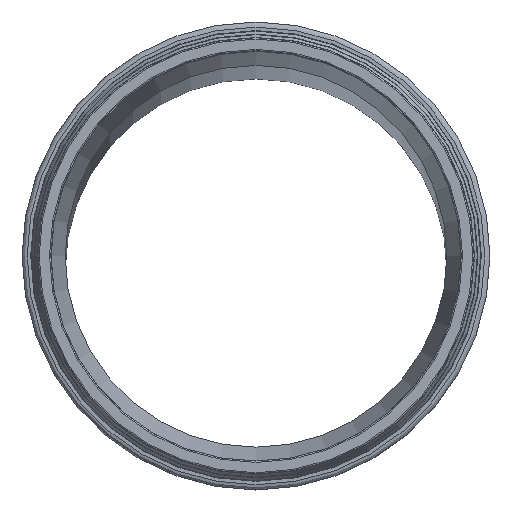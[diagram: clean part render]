
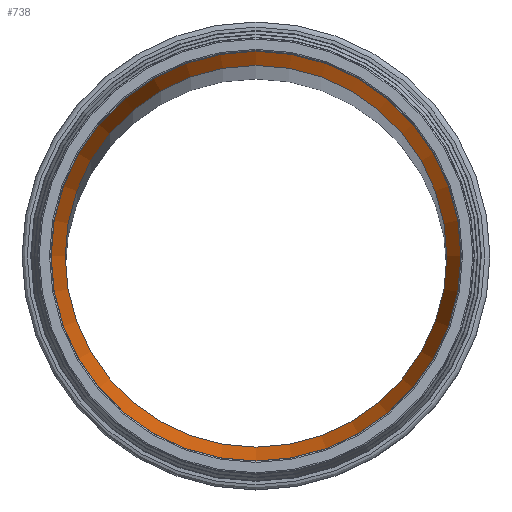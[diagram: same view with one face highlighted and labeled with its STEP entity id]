
A CAD part, top view. The second image highlights one B-rep face of the part: STEP entity #738.
In plain terms, the highlighted conical face has half-angle 15 degrees and reference radius 153.1 mm.
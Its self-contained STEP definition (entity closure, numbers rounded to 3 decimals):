
#40=CONICAL_SURFACE('',#804,153.1,0.262);
#51=FACE_OUTER_BOUND('',#88,.T.);
#88=EDGE_LOOP('',(#501,#502,#503,#504,#505,#506));
#127=LINE('',#1265,#144);
#144=VECTOR('',#967,153.1);
#166=CIRCLE('',#802,147.65);
#167=CIRCLE('',#803,147.65);
#168=CIRCLE('',#805,158.55);
#169=CIRCLE('',#806,158.55);
#272=VERTEX_POINT('',#1258);
#273=VERTEX_POINT('',#1260);
#274=VERTEX_POINT('',#1264);
#275=VERTEX_POINT('',#1266);
#367=EDGE_CURVE('',#273,#272,#166,.T.);
#368=EDGE_CURVE('',#272,#273,#167,.T.);
#369=EDGE_CURVE('',#272,#274,#127,.T.);
#370=EDGE_CURVE('',#275,#274,#168,.T.);
#371=EDGE_CURVE('',#274,#275,#169,.T.);
#501=ORIENTED_EDGE('',*,*,#367,.T.);
#502=ORIENTED_EDGE('',*,*,#369,.T.);
#503=ORIENTED_EDGE('',*,*,#370,.F.);
#504=ORIENTED_EDGE('',*,*,#371,.F.);
#505=ORIENTED_EDGE('',*,*,#369,.F.);
#506=ORIENTED_EDGE('',*,*,#368,.T.);
#738=ADVANCED_FACE('',(#51),#40,.F.);
#802=AXIS2_PLACEMENT_3D('',#1261,#961,#962);
#803=AXIS2_PLACEMENT_3D('',#1262,#963,#964);
#804=AXIS2_PLACEMENT_3D('',#1263,#965,#966);
#805=AXIS2_PLACEMENT_3D('',#1267,#968,#969);
#806=AXIS2_PLACEMENT_3D('',#1268,#970,#971);
#961=DIRECTION('center_axis',(0.,0.,-1.));
#962=DIRECTION('ref_axis',(1.,0.,0.));
#963=DIRECTION('center_axis',(0.,0.,-1.));
#964=DIRECTION('ref_axis',(1.,0.,0.));
#965=DIRECTION('center_axis',(0.,0.,1.));
#966=DIRECTION('ref_axis',(0.,1.,0.));
#967=DIRECTION('',(0.,-0.259,0.966));
#968=DIRECTION('center_axis',(0.,0.,-1.));
#969=DIRECTION('ref_axis',(1.,0.,0.));
#970=DIRECTION('center_axis',(0.,0.,-1.));
#971=DIRECTION('ref_axis',(1.,0.,0.));
#1258=CARTESIAN_POINT('',(0.,-147.65,-153.337));
#1260=CARTESIAN_POINT('',(0.,147.65,-153.337));
#1261=CARTESIAN_POINT('Origin',(0.,0.,-153.337));
#1262=CARTESIAN_POINT('Origin',(0.,0.,-153.337));
#1263=CARTESIAN_POINT('Origin',(0.,0.,-132.998));
#1264=CARTESIAN_POINT('',(0.,-158.55,-112.658));
#1265=CARTESIAN_POINT('',(0.,-153.1,-132.998));
#1266=CARTESIAN_POINT('',(0.,158.55,-112.658));
#1267=CARTESIAN_POINT('Origin',(0.,0.,-112.658));
#1268=CARTESIAN_POINT('Origin',(0.,0.,-112.658));
